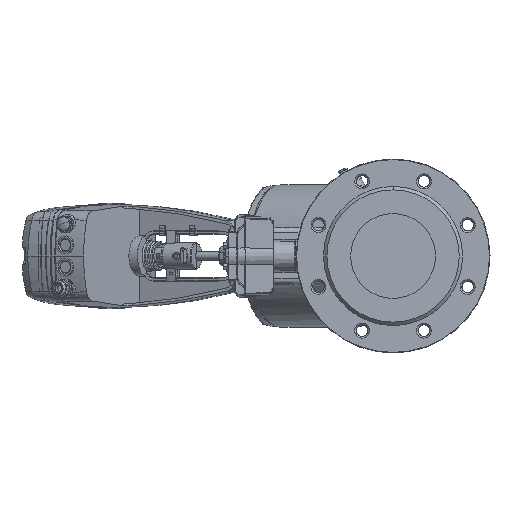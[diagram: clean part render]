
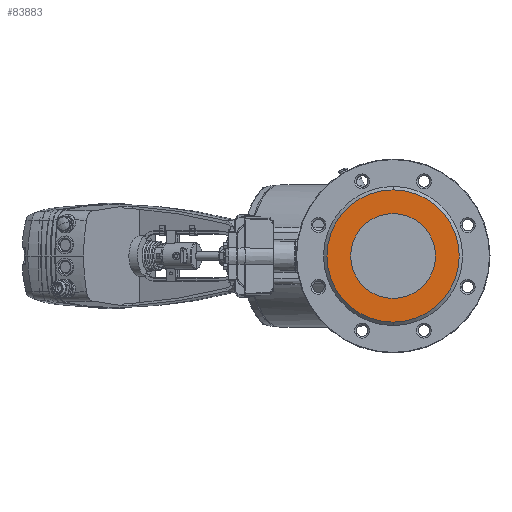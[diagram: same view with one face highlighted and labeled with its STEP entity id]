
A CAD part, left-side view. The second image highlights one B-rep face of the part: STEP entity #83883.
In plain terms, the highlighted planar face has unit normal (-1, 0, 0).
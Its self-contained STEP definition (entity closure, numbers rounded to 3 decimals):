
#3558 = CIRCLE ( 'NONE', #73010, 78. ) ;
#4077 = CARTESIAN_POINT ( 'NONE',  ( -192.05, 0., -78. ) ) ;
#8570 = ORIENTED_EDGE ( 'NONE', *, *, #82113, .F. ) ;
#9933 = DIRECTION ( 'NONE',  ( 1., 0., 0. ) ) ;
#13781 = DIRECTION ( 'NONE',  ( 0., -1., 0. ) ) ;
#14134 = CIRCLE ( 'NONE', #79548, 50. ) ;
#16115 = ORIENTED_EDGE ( 'NONE', *, *, #95471, .F. ) ;
#17445 = DIRECTION ( 'NONE',  ( 0., 0., -1. ) ) ;
#19479 = CARTESIAN_POINT ( 'NONE',  ( -192.05, 0., 0. ) ) ;
#22423 = VERTEX_POINT ( 'NONE', #108935 ) ;
#30352 = VERTEX_POINT ( 'NONE', #4077 ) ;
#38571 = AXIS2_PLACEMENT_3D ( 'NONE', #111795, #94316, #101220 ) ;
#46829 = DIRECTION ( 'NONE',  ( 0., 0., -1. ) ) ;
#48967 = AXIS2_PLACEMENT_3D ( 'NONE', #64987, #114093, #56908 ) ;
#51882 = CARTESIAN_POINT ( 'NONE',  ( -192.05, 0., 78. ) ) ;
#56908 = DIRECTION ( 'NONE',  ( 0., 0., -1. ) ) ;
#64987 = CARTESIAN_POINT ( 'NONE',  ( -192.05, 0., 0. ) ) ;
#70736 = VERTEX_POINT ( 'NONE', #51882 ) ;
#72160 = DIRECTION ( 'NONE',  ( -1., 0., 0. ) ) ;
#73010 = AXIS2_PLACEMENT_3D ( 'NONE', #19479, #95245, #46829 ) ;
#73895 = AXIS2_PLACEMENT_3D ( 'NONE', #83916, #9933, #17445 ) ;
#79548 = AXIS2_PLACEMENT_3D ( 'NONE', #100138, #72160, #13781 ) ;
#82113 = EDGE_CURVE ( 'NONE', #114785, #22423, #14134, .T. ) ;
#83883 = ADVANCED_FACE ( 'NONE', ( #121869, #95034 ), #122456, .F. ) ;
#83916 = CARTESIAN_POINT ( 'NONE',  ( -192.05, 53.25, 0. ) ) ;
#86974 = EDGE_CURVE ( 'NONE', #22423, #114785, #88155, .T. ) ;
#88155 = CIRCLE ( 'NONE', #38571, 50. ) ;
#90193 = EDGE_LOOP ( 'NONE', ( #8570, #116480 ) ) ;
#94316 = DIRECTION ( 'NONE',  ( -1., 0., 0. ) ) ;
#95034 = FACE_OUTER_BOUND ( 'NONE', #110402, .T. ) ;
#95245 = DIRECTION ( 'NONE',  ( 1., 0., 0. ) ) ;
#95471 = EDGE_CURVE ( 'NONE', #70736, #30352, #3558, .T. ) ;
#97367 = ORIENTED_EDGE ( 'NONE', *, *, #109493, .F. ) ;
#99169 = CARTESIAN_POINT ( 'NONE',  ( -192.05, -50., 0. ) ) ;
#100138 = CARTESIAN_POINT ( 'NONE',  ( -192.05, 0., 0. ) ) ;
#101220 = DIRECTION ( 'NONE',  ( 0., -1., 0. ) ) ;
#102579 = CIRCLE ( 'NONE', #48967, 78. ) ;
#108935 = CARTESIAN_POINT ( 'NONE',  ( -192.05, 50., 0. ) ) ;
#109493 = EDGE_CURVE ( 'NONE', #30352, #70736, #102579, .T. ) ;
#110402 = EDGE_LOOP ( 'NONE', ( #97367, #16115 ) ) ;
#111795 = CARTESIAN_POINT ( 'NONE',  ( -192.05, 0., 0. ) ) ;
#114093 = DIRECTION ( 'NONE',  ( 1., 0., 0. ) ) ;
#114785 = VERTEX_POINT ( 'NONE', #99169 ) ;
#116480 = ORIENTED_EDGE ( 'NONE', *, *, #86974, .F. ) ;
#121869 = FACE_BOUND ( 'NONE', #90193, .T. ) ;
#122456 = PLANE ( 'NONE',  #73895 ) ;
